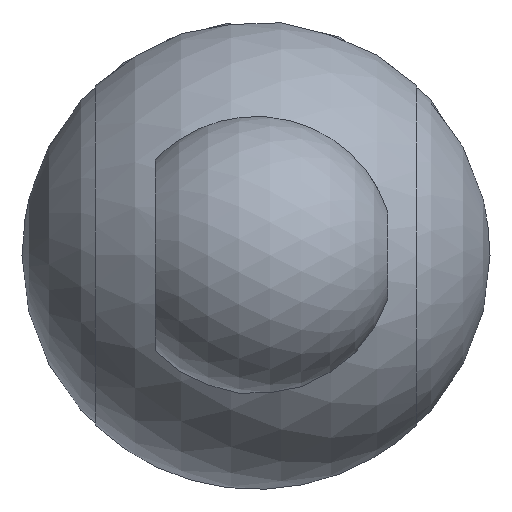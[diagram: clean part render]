
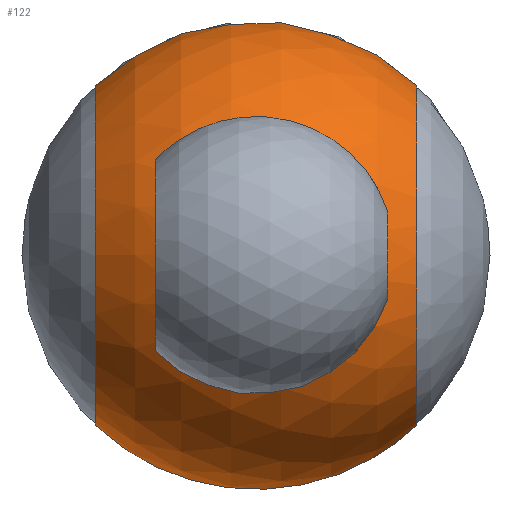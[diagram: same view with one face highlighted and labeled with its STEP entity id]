
A CAD part, left-side view. The second image highlights one B-rep face of the part: STEP entity #122.
In plain terms, the highlighted spherical face has radius 16 mm.
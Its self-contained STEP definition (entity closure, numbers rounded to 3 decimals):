
#113=SPHERICAL_SURFACE('',#295,16.);
#122=ADVANCED_FACE('',(#151,#152,#153,#154),#113,.T.);
#151=FACE_BOUND('',#169,.T.);
#152=FACE_BOUND('',#170,.T.);
#153=FACE_BOUND('',#171,.T.);
#154=FACE_BOUND('',#172,.T.);
#169=EDGE_LOOP('',(#195));
#170=EDGE_LOOP('',(#196));
#171=EDGE_LOOP('',(#197));
#172=EDGE_LOOP('',(#198));
#195=ORIENTED_EDGE('',*,*,#255,.F.);
#196=ORIENTED_EDGE('',*,*,#256,.F.);
#197=ORIENTED_EDGE('',*,*,#252,.T.);
#198=ORIENTED_EDGE('',*,*,#254,.F.);
#234=VERTEX_POINT('',#366);
#236=VERTEX_POINT('',#372);
#237=VERTEX_POINT('',#375);
#238=VERTEX_POINT('',#377);
#252=EDGE_CURVE('',#234,#234,#274,.T.);
#254=EDGE_CURVE('',#236,#236,#276,.T.);
#255=EDGE_CURVE('',#237,#237,#277,.T.);
#256=EDGE_CURVE('',#238,#238,#278,.T.);
#274=CIRCLE('',#287,11.619);
#276=CIRCLE('',#291,11.619);
#277=CIRCLE('',#293,6.701);
#278=CIRCLE('',#294,7.546);
#287=AXIS2_PLACEMENT_3D('',#365,#314,#315);
#291=AXIS2_PLACEMENT_3D('',#371,#322,#323);
#293=AXIS2_PLACEMENT_3D('',#374,#326,#327);
#294=AXIS2_PLACEMENT_3D('',#376,#328,#329);
#295=AXIS2_PLACEMENT_3D('',#378,#330,#331);
#314=DIRECTION('',(0.,-1.,0.));
#315=DIRECTION('',(0.,0.,-1.));
#322=DIRECTION('',(0.,-1.,0.));
#323=DIRECTION('',(0.,0.,-1.));
#326=DIRECTION('',(-1.,0.,0.));
#327=DIRECTION('',(0.,0.,-1.));
#328=DIRECTION('',(1.,0.,0.));
#329=DIRECTION('',(0.,0.,1.));
#330=DIRECTION('',(0.,-1.,0.));
#331=DIRECTION('',(-1.,0.,0.));
#365=CARTESIAN_POINT('',(190.,116.738,0.));
#366=CARTESIAN_POINT('',(190.,116.738,-11.619));
#371=CARTESIAN_POINT('',(190.,94.738,0.));
#372=CARTESIAN_POINT('',(190.,94.738,-11.619));
#374=CARTESIAN_POINT('',(175.471,105.738,0.));
#375=CARTESIAN_POINT('',(175.471,105.738,-6.701));
#376=CARTESIAN_POINT('',(204.109,105.738,0.));
#377=CARTESIAN_POINT('',(204.109,105.738,7.546));
#378=CARTESIAN_POINT('',(190.,105.738,0.));
